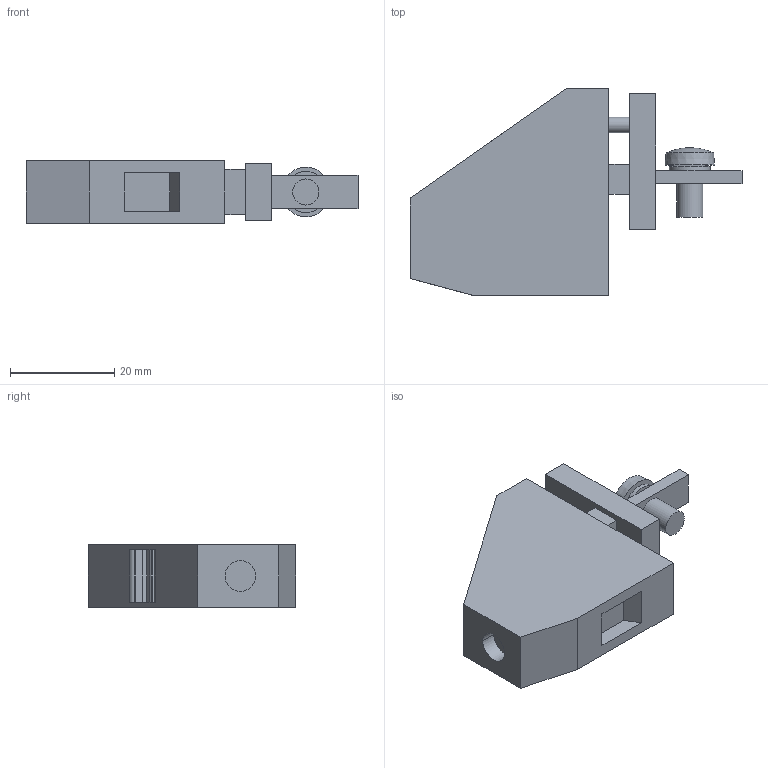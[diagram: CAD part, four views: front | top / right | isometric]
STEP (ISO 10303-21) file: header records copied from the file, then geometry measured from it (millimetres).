
FILE_DESCRIPTION(('SolidDesigner STEP Export'),'2;1');
FILE_NAME('0714147_hdfkv16_vp_z_select.stp','2008-10-22T13:37:16',(''),(''),'OneSpace Designer STEP processor for AP214 (Solid Model)','OneSpace Designer 14.50 18-Oct-2006 (C) CoCreate Software GmbH','');
FILE_SCHEMA(('AUTOMOTIVE_DESIGN { 1 0 10303 214 1 1 1 1 }'));
Length unit declared in the file: millimetre
Products named in the file (2): 0714147_hdfkv16_vp_z_select
Assembly tree (1 placements, depth 2):
  0714147_hdfkv16_vp_z_select
    0714147_hdfkv16_vp_z_select
Bounding box: 63.64 x 39.7 x 12 mm (x, y, z)
Volume: 15939 mm3; surface area: 5867.4 mm2
Topology: 1 solids, 1 shells, 73 faces, 184 edges, 119 vertices
Faces by surface type: plane 49, cylinder 18, cone 4, sphere 2
Entity records: 2397 total; most frequent: ORIENTED_EDGE 364, CARTESIAN_POINT 338, DIRECTION 306, EDGE_CURVE 182, VECTOR 132, LINE 132, VERTEX_POINT 119, AXIS2_PLACEMENT_3D 87
